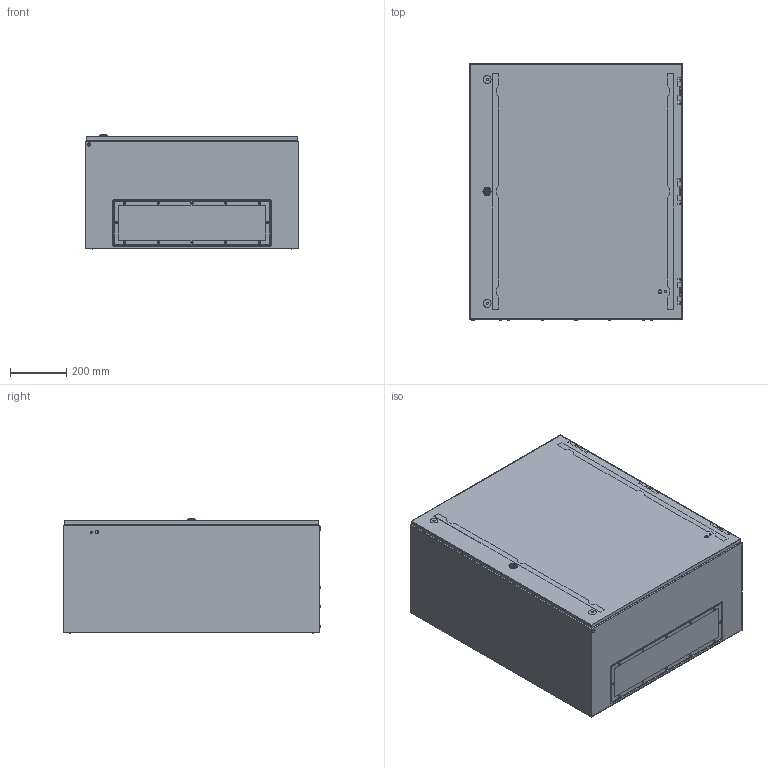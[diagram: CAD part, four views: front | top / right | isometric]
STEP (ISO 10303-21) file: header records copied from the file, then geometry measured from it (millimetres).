
FILE_DESCRIPTION (( 'STEP AP214' ), '1' );
FILE_NAME ('3331-7691-40-17.step', '2023-12-20T13:06:27', ( '' ), ( '' ), 'SwSTEP 2.0', 'SolidWorks 2019', '' );
FILE_SCHEMA (( 'AUTOMOTIVE_DESIGN' ));
Length unit declared in the file: millimetre
Products named in the file (6): Tuer_wg_3331-7691-00-97; Montageplatte_wg_0331-7691-00-13; Kabeleinfuehrungsplatte_wg_3080-7055-12-27; 3331-7691-40-17; Montageplattenbeipack_wg_7691; Korpus_wg_7691-40
Assembly tree (5 placements, depth 2):
  3331-7691-40-17
    Korpus_wg_7691-40
    Tuer_wg_3331-7691-00-97
    Kabeleinfuehrungsplatte_wg_3080-7055-12-27
    Montageplatte_wg_0331-7691-00-13
    Montageplattenbeipack_wg_7691
Bounding box: 760 x 918.1 x 407 mm (x, y, z)
Volume: 6203418.6 mm3; surface area: 7245898.6 mm2
Topology: 39 solids, 39 shells, 2156 faces, 5475 edges, 3525 vertices
Faces by surface type: plane 1193, cylinder 685, cone 210, torus 30, sphere 22, bspline 16
Entity records: 84711 total; most frequent: CARTESIAN_POINT 20788, DIRECTION 11087, ORIENTED_EDGE 10902, EDGE_CURVE 5451, AXIS2_PLACEMENT_3D 3960, VERTEX_POINT 3513, LINE 3167, VECTOR 3167
